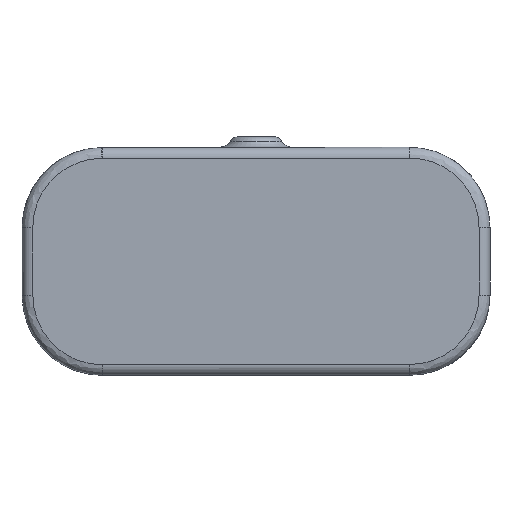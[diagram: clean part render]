
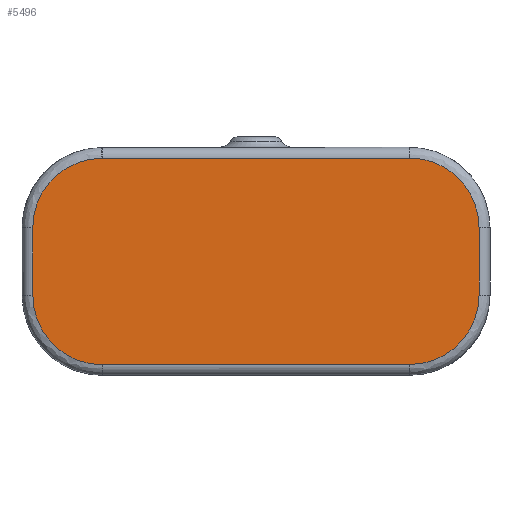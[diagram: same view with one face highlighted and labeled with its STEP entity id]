
A CAD part, front view. The second image highlights one B-rep face of the part: STEP entity #5496.
In plain terms, the highlighted planar face has unit normal (0, -1, 0).
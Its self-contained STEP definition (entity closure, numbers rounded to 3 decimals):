
#205=PLANE('',#5919);
#586=FACE_OUTER_BOUND('',#890,.T.);
#890=EDGE_LOOP('',(#4880,#4881,#4882,#4883,#4884,#4885,#4886,#4887,#4888,
#4889,#4890,#4891));
#1444=LINE('',#9440,#2081);
#1446=LINE('',#9528,#2083);
#1448=LINE('',#9576,#2085);
#1451=LINE('',#9583,#2088);
#1452=LINE('',#9628,#2089);
#1454=LINE('',#9716,#2091);
#1456=LINE('',#9764,#2093);
#1459=LINE('',#9768,#2096);
#2081=VECTOR('',#7117,10.);
#2083=VECTOR('',#7127,10.);
#2085=VECTOR('',#7131,10.);
#2088=VECTOR('',#7138,10.);
#2089=VECTOR('',#7149,10.);
#2091=VECTOR('',#7159,10.);
#2093=VECTOR('',#7163,10.);
#2096=VECTOR('',#7168,10.);
#2326=CIRCLE('',#5890,12.9);
#2329=CIRCLE('',#5894,12.9);
#2333=CIRCLE('',#5901,12.9);
#2337=CIRCLE('',#5906,12.9);
#2747=VERTEX_POINT('',#9428);
#2750=VERTEX_POINT('',#9433);
#2752=VERTEX_POINT('',#9438);
#2754=VERTEX_POINT('',#9478);
#2756=VERTEX_POINT('',#9484);
#2758=VERTEX_POINT('',#9532);
#2760=VERTEX_POINT('',#9581);
#2762=VERTEX_POINT('',#9620);
#2764=VERTEX_POINT('',#9626);
#2766=VERTEX_POINT('',#9666);
#2768=VERTEX_POINT('',#9672);
#2770=VERTEX_POINT('',#9720);
#3468=EDGE_CURVE('',#2750,#2747,#2326,.T.);
#3470=EDGE_CURVE('',#2752,#2750,#1444,.T.);
#3473=EDGE_CURVE('',#2754,#2752,#2329,.T.);
#3476=EDGE_CURVE('',#2756,#2754,#1446,.T.);
#3479=EDGE_CURVE('',#2758,#2756,#1448,.T.);
#3483=EDGE_CURVE('',#2760,#2758,#1451,.T.);
#3485=EDGE_CURVE('',#2762,#2760,#2333,.T.);
#3488=EDGE_CURVE('',#2764,#2762,#1452,.T.);
#3491=EDGE_CURVE('',#2766,#2764,#2337,.T.);
#3494=EDGE_CURVE('',#2768,#2766,#1454,.T.);
#3497=EDGE_CURVE('',#2770,#2768,#1456,.T.);
#3500=EDGE_CURVE('',#2747,#2770,#1459,.T.);
#4880=ORIENTED_EDGE('',*,*,#3468,.F.);
#4881=ORIENTED_EDGE('',*,*,#3470,.F.);
#4882=ORIENTED_EDGE('',*,*,#3473,.F.);
#4883=ORIENTED_EDGE('',*,*,#3476,.F.);
#4884=ORIENTED_EDGE('',*,*,#3479,.F.);
#4885=ORIENTED_EDGE('',*,*,#3483,.F.);
#4886=ORIENTED_EDGE('',*,*,#3485,.F.);
#4887=ORIENTED_EDGE('',*,*,#3488,.F.);
#4888=ORIENTED_EDGE('',*,*,#3491,.F.);
#4889=ORIENTED_EDGE('',*,*,#3494,.F.);
#4890=ORIENTED_EDGE('',*,*,#3497,.F.);
#4891=ORIENTED_EDGE('',*,*,#3500,.F.);
#5496=ADVANCED_FACE('',(#586),#205,.T.);
#5890=AXIS2_PLACEMENT_3D('',#9435,#7111,#7112);
#5894=AXIS2_PLACEMENT_3D('',#9480,#7121,#7122);
#5901=AXIS2_PLACEMENT_3D('',#9622,#7141,#7142);
#5906=AXIS2_PLACEMENT_3D('',#9668,#7153,#7154);
#5919=AXIS2_PLACEMENT_3D('',#9797,#7197,#7198);
#7111=DIRECTION('center_axis',(0.,1.,0.));
#7112=DIRECTION('ref_axis',(-1.,0.,0.));
#7117=DIRECTION('',(-0.001,0.,1.));
#7121=DIRECTION('center_axis',(0.,1.,0.));
#7122=DIRECTION('ref_axis',(-1.,0.,0.));
#7127=DIRECTION('',(-1.,0.,-0.001));
#7131=DIRECTION('',(-1.,0.,-0.001));
#7138=DIRECTION('',(-1.,0.,0.));
#7141=DIRECTION('center_axis',(0.,1.,0.));
#7142=DIRECTION('ref_axis',(1.,0.,0.));
#7149=DIRECTION('',(0.,0.,-1.));
#7153=DIRECTION('center_axis',(0.,1.,0.));
#7154=DIRECTION('ref_axis',(1.,0.,0.));
#7159=DIRECTION('',(1.,0.,0.));
#7163=DIRECTION('',(1.,0.,0.001));
#7168=DIRECTION('',(1.,0.,0.001));
#7197=DIRECTION('center_axis',(0.,-1.,0.));
#7198=DIRECTION('ref_axis',(0.,0.,-1.));
#9428=CARTESIAN_POINT('',(-0.064,-2.,19.96));
#9433=CARTESIAN_POINT('',(-12.946,-2.,7.042));
#9435=CARTESIAN_POINT('Origin',(-0.046,-2.,7.06));
#9438=CARTESIAN_POINT('',(-12.929,-2.,-5.558));
#9440=CARTESIAN_POINT('',(-12.942,-2.,3.882));
#9478=CARTESIAN_POINT('',(-0.011,-2.,-18.44));
#9480=CARTESIAN_POINT('Origin',(-0.029,-2.,-5.54));
#9484=CARTESIAN_POINT('',(0.016,-2.,-18.44));
#9528=CARTESIAN_POINT('',(14.289,-2.,-18.42));
#9532=CARTESIAN_POINT('',(57.149,-2.,-18.4));
#9576=CARTESIAN_POINT('',(14.297,-2.,-18.43));
#9581=CARTESIAN_POINT('',(57.175,-2.,-18.4));
#9583=CARTESIAN_POINT('',(42.856,-2.,-18.4));
#9620=CARTESIAN_POINT('',(70.075,-2.,-5.5));
#9622=CARTESIAN_POINT('Origin',(57.175,-2.,-5.5));
#9626=CARTESIAN_POINT('',(70.075,-2.,7.1));
#9628=CARTESIAN_POINT('',(70.075,-2.,-2.36));
#9666=CARTESIAN_POINT('',(57.175,-2.,20.));
#9668=CARTESIAN_POINT('Origin',(57.175,-2.,7.1));
#9672=CARTESIAN_POINT('',(57.15,-2.,20.));
#9716=CARTESIAN_POINT('',(42.869,-2.,20.));
#9720=CARTESIAN_POINT('',(-0.039,-2.,19.96));
#9764=CARTESIAN_POINT('',(42.85,-2.,19.99));
#9768=CARTESIAN_POINT('',(14.249,-2.,19.98));
#9797=CARTESIAN_POINT('Origin',(28.563,-2.,0.78));
